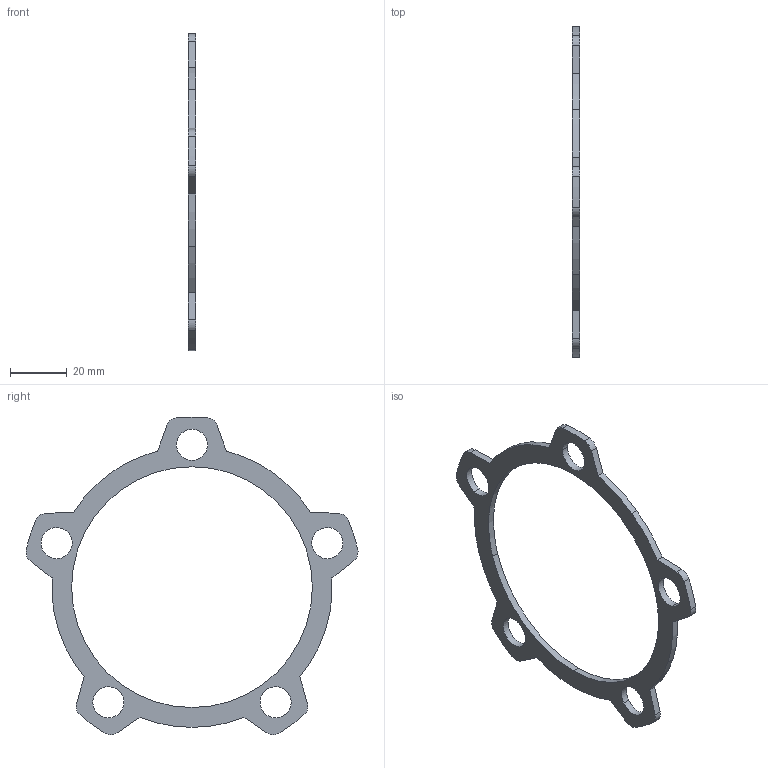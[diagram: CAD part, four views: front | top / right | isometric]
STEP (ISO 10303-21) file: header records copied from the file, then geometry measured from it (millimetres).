
FILE_DESCRIPTION(('CATIA V5 STEP'),'2;1');
FILE_NAME('Entretoise disque.stp','2017-03-07T11:42:13+00:00',('none'),('none'),'CATIA Version 5 Release 20 SP 6 (IN-10)','CATIA V5 STEP AP203 Edition 2','none');
FILE_SCHEMA(('AP203_CONFIGURATION_CONTROLLED_3D_DESIGN_OF_MECHANICAL_PARTS_AND_ASSEMBLIES_MIM_LF { 1 0 10303 403 2 1 2}'));
Length unit declared in the file: millimetre
Products named in the file (1): Entretoise disque
Bounding box: 2.5 x 117.21 x 112.08 mm (x, y, z)
Volume: 6502.6 mm3; surface area: 7264.7 mm2
Topology: 1 solids, 1 shells, 52 faces, 150 edges, 100 vertices
Faces by surface type: cylinder 40, plane 12
Entity records: 1657 total; most frequent: ORIENTED_EDGE 300, CARTESIAN_POINT 285, DIRECTION 214, EDGE_CURVE 150, AXIS2_PLACEMENT_3D 113, VERTEX_POINT 100, CIRCLE 80, VECTOR 70
